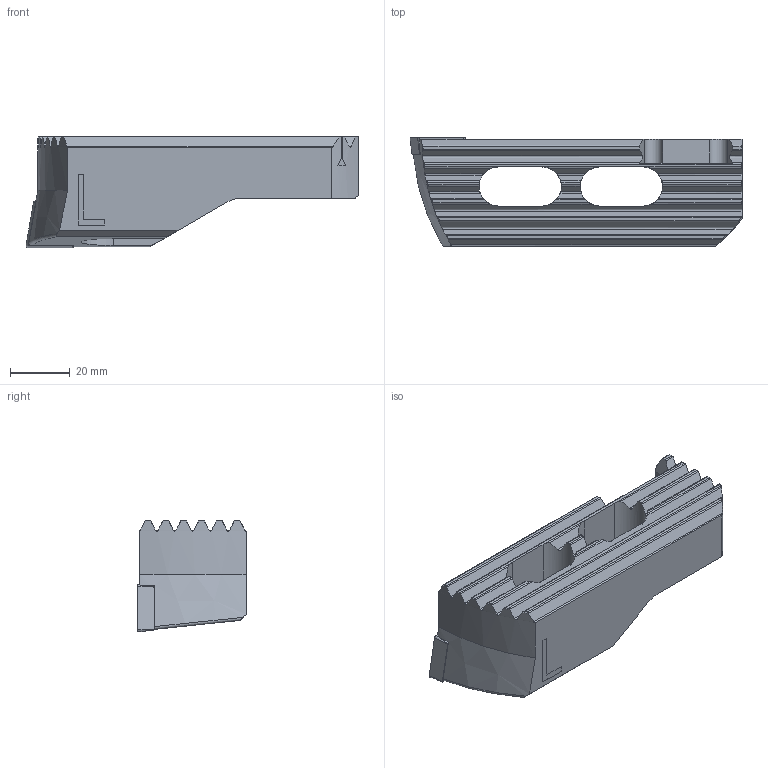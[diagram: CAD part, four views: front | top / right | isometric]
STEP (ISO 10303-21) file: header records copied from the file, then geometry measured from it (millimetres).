
FILE_DESCRIPTION(('no description'),'unknown implementation level');
FILE_NAME('5ACB055D-D530-416A-A27A-95BB360BC311_export.stp',' ',('CIMSOURCE GmbH'),('CADClick - KiM GmbH - www.kimweb.de'),'unknown preprocess','ACIS','unknown authorization');
FILE_SCHEMA(('automotive_design'));
Length unit declared in the file: millimetre
Products named in the file (3): 639.582 Kaiser 148-176 SW148 CC16 L|654.983 Kaiser CCMT 160508 K20C;Kombinieren1; 639.582 Kaiser 148-176 SW148 CC16 L|694.150 Kaiser ETL M5 X 13,3 T20 IP 10S;Kreismuster1; 639.582 Kaiser 148-176 SW148 CC16 L|639.582 Kaiser 148-176 SW148 CC16 L;Linear austragen
Bounding box: 111.5 x 36.36 x 37.6 mm (x, y, z)
Volume: 70564.4 mm3; surface area: 20861.2 mm2
Topology: 3 solids, 3 shells, 232 faces, 641 edges, 416 vertices
Faces by surface type: plane 106, cylinder 86, cone 29, torus 10, bspline 1
Entity records: 16128 total; most frequent: CARTESIAN_POINT 2937, STYLED_ITEM 1290, PRESENTATION_STYLE_ASSIGNMENT 1290, COLOUR_RGB 1290, DIRECTION 1280, ORIENTED_EDGE 1278, EDGE_CURVE 639, CURVE_STYLE 639
